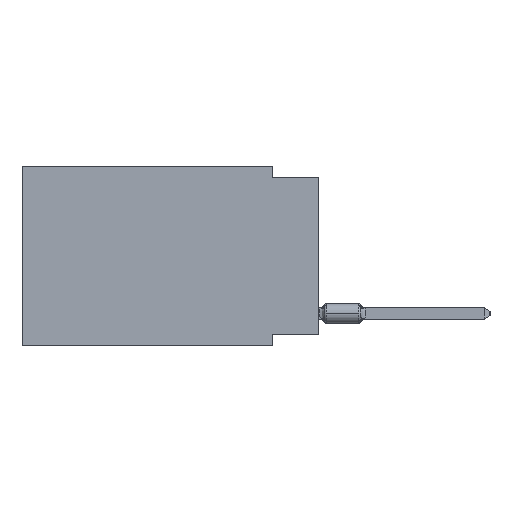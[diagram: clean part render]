
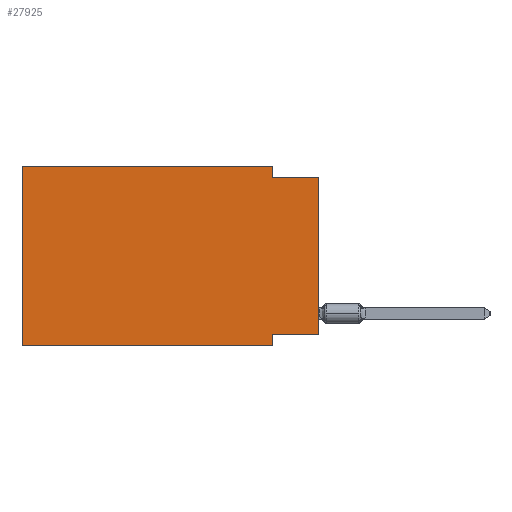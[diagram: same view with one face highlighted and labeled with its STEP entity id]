
A CAD part, left-side view. The second image highlights one B-rep face of the part: STEP entity #27925.
In plain terms, the highlighted planar face has unit normal (-1, 0, 0).
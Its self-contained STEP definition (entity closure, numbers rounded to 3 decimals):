
#88 = CARTESIAN_POINT ( 'NONE',  ( 0., 2.54, -9.906 ) ) ;
#1586 = CARTESIAN_POINT ( 'NONE',  ( 0., 16.383, 0. ) ) ;
#2013 = CARTESIAN_POINT ( 'NONE',  ( 0., 0., -0.635 ) ) ;
#2734 = EDGE_CURVE ( 'NONE', #7641, #21640, #35297, .T. ) ;
#3789 = LINE ( 'NONE', #23383, #21070 ) ;
#5810 = CARTESIAN_POINT ( 'NONE',  ( 0., 16.383, 0. ) ) ;
#6286 = VECTOR ( 'NONE', #47394, 1000. ) ;
#6327 = DIRECTION ( 'NONE',  ( 1., 0., 0. ) ) ;
#6822 = PLANE ( 'NONE',  #38847 ) ;
#7094 = CARTESIAN_POINT ( 'NONE',  ( 0., 16.383, -9.906 ) ) ;
#7201 = LINE ( 'NONE', #19027, #13286 ) ;
#7641 = VERTEX_POINT ( 'NONE', #11672 ) ;
#8491 = VERTEX_POINT ( 'NONE', #19357 ) ;
#9632 = EDGE_CURVE ( 'NONE', #40109, #21640, #3789, .T. ) ;
#9907 = CARTESIAN_POINT ( 'NONE',  ( 0., 2.54, 0. ) ) ;
#11041 = EDGE_CURVE ( 'NONE', #35422, #29744, #42383, .T. ) ;
#11672 = CARTESIAN_POINT ( 'NONE',  ( 0., 2.54, -9.271 ) ) ;
#11842 = EDGE_LOOP ( 'NONE', ( #37744, #20491, #27620, #20922, #46581, #28270, #23105, #31483 ) ) ;
#13286 = VECTOR ( 'NONE', #43453, 1000. ) ;
#13620 = DIRECTION ( 'NONE',  ( 0., 0., -1. ) ) ;
#14759 = VECTOR ( 'NONE', #34338, 1000. ) ;
#14803 = DIRECTION ( 'NONE',  ( 0., 1., 0. ) ) ;
#17402 = FACE_OUTER_BOUND ( 'NONE', #11842, .T. ) ;
#19027 = CARTESIAN_POINT ( 'NONE',  ( 0., 16.383, 0. ) ) ;
#19357 = CARTESIAN_POINT ( 'NONE',  ( 0., 2.54, 0. ) ) ;
#20124 = EDGE_CURVE ( 'NONE', #35422, #7641, #43549, .T. ) ;
#20377 = DIRECTION ( 'NONE',  ( 0., -1., 0. ) ) ;
#20491 = ORIENTED_EDGE ( 'NONE', *, *, #37067, .F. ) ;
#20922 = ORIENTED_EDGE ( 'NONE', *, *, #42166, .F. ) ;
#21051 = CARTESIAN_POINT ( 'NONE',  ( 0., 2.54, -9.906 ) ) ;
#21070 = VECTOR ( 'NONE', #46565, 1000. ) ;
#21151 = VECTOR ( 'NONE', #29795, 1000. ) ;
#21640 = VERTEX_POINT ( 'NONE', #21051 ) ;
#21934 = CARTESIAN_POINT ( 'NONE',  ( 0., 0., -9.271 ) ) ;
#22595 = CARTESIAN_POINT ( 'NONE',  ( 0., 0., -9.271 ) ) ;
#23105 = ORIENTED_EDGE ( 'NONE', *, *, #2734, .F. ) ;
#23383 = CARTESIAN_POINT ( 'NONE',  ( 0., 16.383, -9.906 ) ) ;
#24893 = LINE ( 'NONE', #2013, #30673 ) ;
#26026 = CARTESIAN_POINT ( 'NONE',  ( 0., 0., -0.635 ) ) ;
#26416 = EDGE_CURVE ( 'NONE', #8491, #43029, #40633, .T. ) ;
#27620 = ORIENTED_EDGE ( 'NONE', *, *, #26416, .F. ) ;
#27925 = ADVANCED_FACE ( 'NONE', ( #17402 ), #6822, .F. ) ;
#28270 = ORIENTED_EDGE ( 'NONE', *, *, #9632, .T. ) ;
#29058 = CARTESIAN_POINT ( 'NONE',  ( 0., 2.54, -0.635 ) ) ;
#29744 = VERTEX_POINT ( 'NONE', #26026 ) ;
#29795 = DIRECTION ( 'NONE',  ( 0., 0., -1. ) ) ;
#30673 = VECTOR ( 'NONE', #20377, 1000. ) ;
#31483 = ORIENTED_EDGE ( 'NONE', *, *, #20124, .F. ) ;
#31727 = VECTOR ( 'NONE', #14803, 1000. ) ;
#32761 = VERTEX_POINT ( 'NONE', #5810 ) ;
#34338 = DIRECTION ( 'NONE',  ( 0., 0., 1. ) ) ;
#34833 = CARTESIAN_POINT ( 'NONE',  ( 0., 0., 0. ) ) ;
#35297 = LINE ( 'NONE', #88, #45653 ) ;
#35422 = VERTEX_POINT ( 'NONE', #21934 ) ;
#36290 = LINE ( 'NONE', #1586, #6286 ) ;
#37067 = EDGE_CURVE ( 'NONE', #43029, #29744, #24893, .T. ) ;
#37744 = ORIENTED_EDGE ( 'NONE', *, *, #11041, .T. ) ;
#38137 = EDGE_CURVE ( 'NONE', #40109, #32761, #7201, .T. ) ;
#38847 = AXIS2_PLACEMENT_3D ( 'NONE', #48137, #6327, #13620 ) ;
#40109 = VERTEX_POINT ( 'NONE', #7094 ) ;
#40633 = LINE ( 'NONE', #9907, #21151 ) ;
#42166 = EDGE_CURVE ( 'NONE', #32761, #8491, #36290, .T. ) ;
#42347 = DIRECTION ( 'NONE',  ( 0., 0., -1. ) ) ;
#42383 = LINE ( 'NONE', #34833, #14759 ) ;
#43029 = VERTEX_POINT ( 'NONE', #29058 ) ;
#43453 = DIRECTION ( 'NONE',  ( 0., 0., 1. ) ) ;
#43549 = LINE ( 'NONE', #22595, #31727 ) ;
#45653 = VECTOR ( 'NONE', #42347, 1000. ) ;
#46565 = DIRECTION ( 'NONE',  ( 0., -1., 0. ) ) ;
#46581 = ORIENTED_EDGE ( 'NONE', *, *, #38137, .F. ) ;
#47394 = DIRECTION ( 'NONE',  ( 0., -1., 0. ) ) ;
#48137 = CARTESIAN_POINT ( 'NONE',  ( 0., 16.383, 0. ) ) ;
